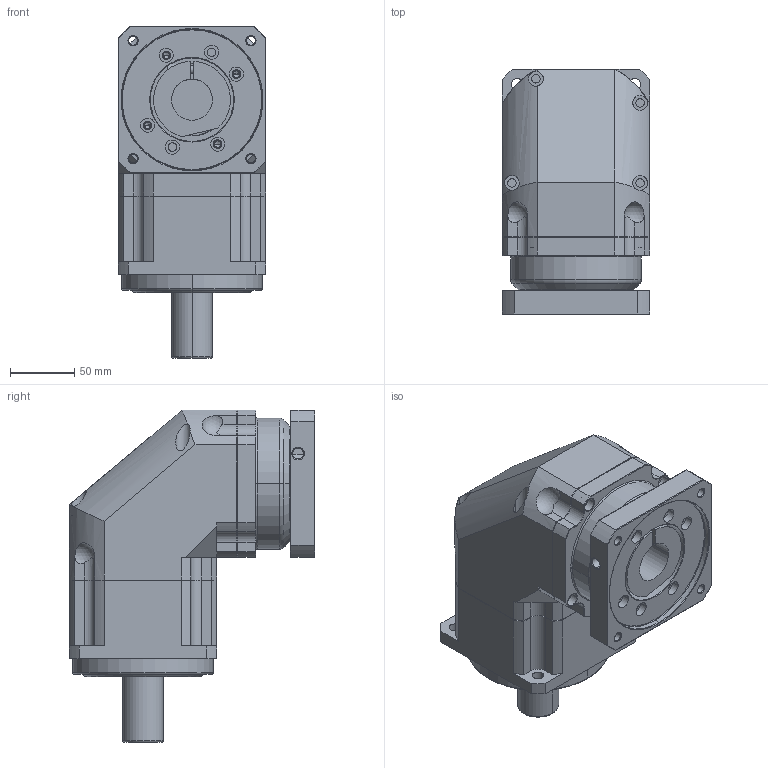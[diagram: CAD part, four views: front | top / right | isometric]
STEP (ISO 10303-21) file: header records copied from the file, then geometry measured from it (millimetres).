
FILE_DESCRIPTION((''),'2;1');
FILE_NAME('ABR1151-P4140301_ASM','2008-03-03T',('d00280'),(''),'PRO/ENGINEER BY PARAMETRIC TECHNOLOGY CORPORATION, 2006170','PRO/ENGINEER BY PARAMETRIC TECHNOLOGY CORPORATION, 2006170','');
FILE_SCHEMA(('CONFIG_CONTROL_DESIGN'));
Length unit declared in the file: millimetre
Products named in the file (5): AB1151; PD040001; PK940001; P4140301; ABR1151-P4140301_ASM
Assembly tree (4 placements, depth 2):
  ABR1151-P4140301_ASM
    AB1151
    PD040001
    PK940001
    P4140301
Bounding box: 115 x 191.5 x 259 mm (x, y, z)
Volume: 2110624.4 mm3; surface area: 288306.2 mm2
Topology: 5 solids, 23 shells, 693 faces, 1625 edges, 982 vertices
Faces by surface type: cylinder 273, plane 182, cone 166, torus 68, sphere 4
Entity records: 20460 total; most frequent: CARTESIAN_POINT 4066, DIRECTION 3728, ORIENTED_EDGE 3126, EDGE_CURVE 1601, AXIS2_PLACEMENT_3D 1533, VERTEX_POINT 982, CIRCLE 823, EDGE_LOOP 811
